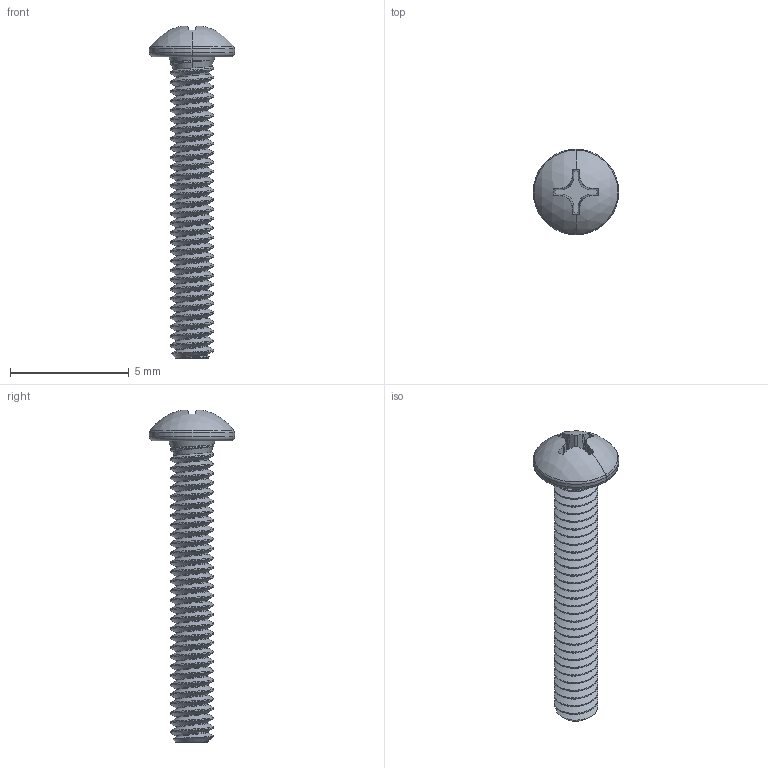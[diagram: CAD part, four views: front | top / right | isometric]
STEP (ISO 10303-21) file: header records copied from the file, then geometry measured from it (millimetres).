
FILE_DESCRIPTION (( 'STEP AP203' ), '1' );
FILE_NAME ('91772A170_Passivated 18-8 Stainless Steel Pan Head Phillips Screw.STEP', '2022-12-02T19:23:56', ( 'Administrator' ), ( 'Managed by Terraform' ), 'SwSTEP 2.0', 'SolidWorks 2017', '' );
FILE_SCHEMA (( 'CONFIG_CONTROL_DESIGN' ));
Length unit declared in the file: inch
Products named in the file (1): 91772A170_Passivated 18-8 Stainless Steel Pan Head Phillips Screw
Bounding box: 3.61 x 3.61 x 14.01 mm (x, y, z)
Volume: 34.3 mm3; surface area: 139.7 mm2
Topology: 1 solids, 1 shells, 136 faces, 382 edges, 250 vertices
Faces by surface type: cylinder 79, plane 20, cone 18, bspline 11, torus 6, sphere 2
Entity records: 8335 total; most frequent: CARTESIAN_POINT 5278, ORIENTED_EDGE 764, DIRECTION 493, EDGE_CURVE 382, VERTEX_POINT 250, AXIS2_PLACEMENT_3D 187, EDGE_LOOP 138, FACE_OUTER_BOUND 136
